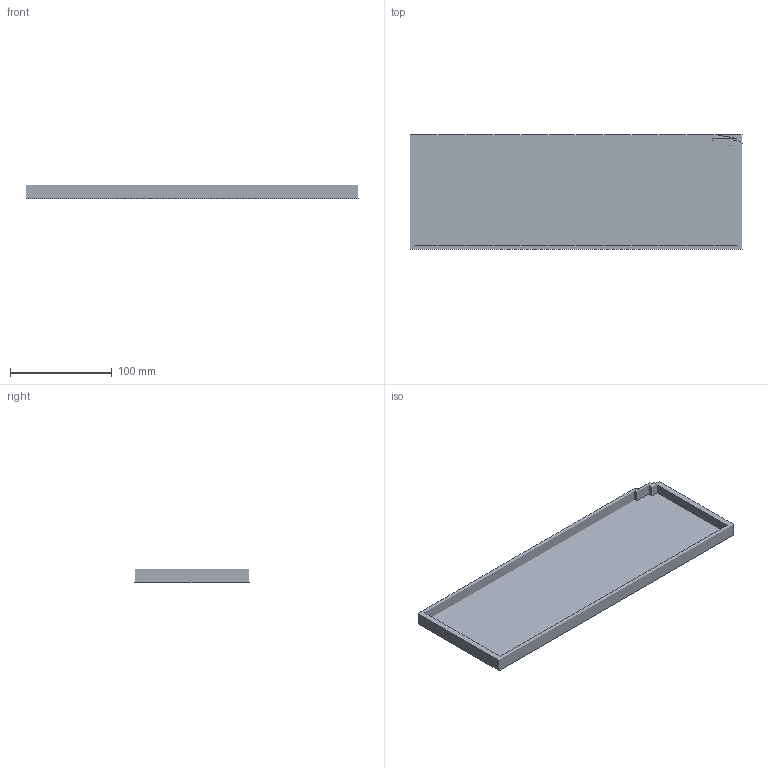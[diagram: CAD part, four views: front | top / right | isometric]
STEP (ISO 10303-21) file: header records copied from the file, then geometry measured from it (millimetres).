
FILE_DESCRIPTION(/* description */ ('','CAx-IF Rec.Pracs.---Representation and Presentation of Product Manufacturing Information (PMI)---4.0---2014-10-13'),/* implementation_level */ '2;1');
FILE_NAME(/* name */ 'case v1.step',/* time_stamp */ '2025-03-23T15:07:04-07:00',/* author */ (''),/* organization */ (''),/* preprocessor_version */ 'ST-DEVELOPER v20',/* originating_system */ 'Autodesk Translation Framework v13.20.0.188',/* authorisation */ '');
FILE_SCHEMA (('AP242_MANAGED_MODEL_BASED_3D_ENGINEERING_MIM_LF { 1 0 10303 442 1 1 4 }'));
Length unit declared in the file: millimetre
Products named in the file (1): case
Bounding box: 325.67 x 112.22 x 12.8 mm (x, y, z)
Volume: 116433.2 mm3; surface area: 93646.3 mm2
Topology: 1 solids, 1 shells, 1 faces, 0 edges, 0 vertices
Faces by surface type: other 1
Entity records: 41 total; most frequent: DERIVED_UNIT_ELEMENT 2, PROPERTY_DEFINITION_REPRESENTATION 2, REPRESENTATION 2, PROPERTY_DEFINITION 2, DIRECTION 2, UNCERTAINTY_MEASURE_WITH_UNIT 2, MECHANICAL_DESIGN_GEOMETRIC_PRESENTATION_REPRESENTATION 1, SHAPE_REPRESENTATION_RELATIONSHIP 1
